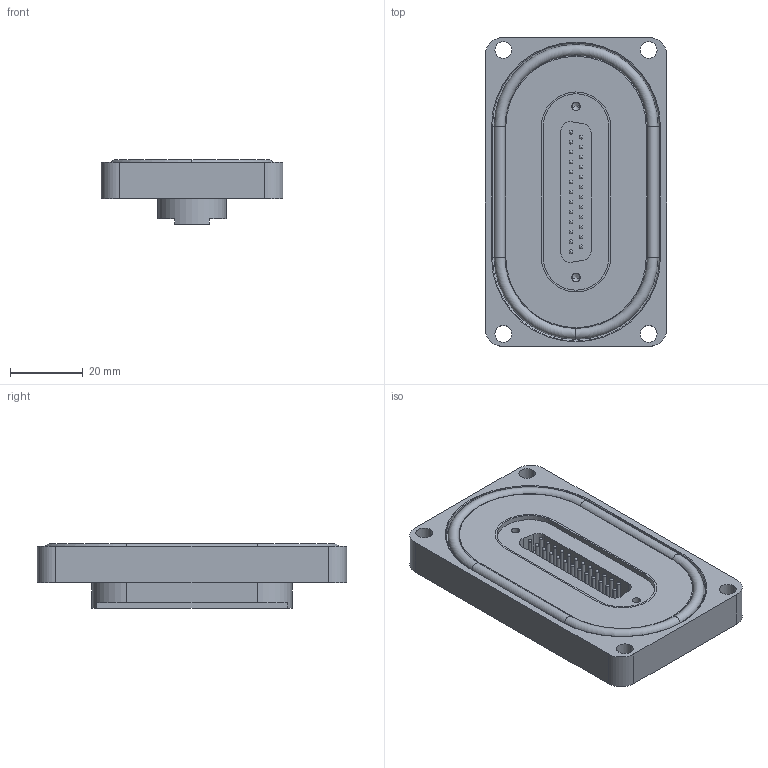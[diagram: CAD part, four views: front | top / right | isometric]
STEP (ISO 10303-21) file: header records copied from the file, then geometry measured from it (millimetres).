
FILE_DESCRIPTION (( 'STEP AP214' ), '1' );
FILE_NAME ('215-BP-D25-HC.STEP', '2019-04-04T09:33:25', ( 'allectra' ), ( 'Microsoft' ), 'SwSTEP 2.0', 'SolidWorks 2014', '' );
FILE_SCHEMA (( 'AUTOMOTIVE_DESIGN' ));
Length unit declared in the file: millimetre
Products named in the file (1): 215-BP-D25-HC
Bounding box: 50 x 85 x 17.73 mm (x, y, z)
Volume: 42409.2 mm3; surface area: 20733.6 mm2
Topology: 28 solids, 28 shells, 482 faces, 1322 edges, 866 vertices
Faces by surface type: cylinder 194, plane 179, sphere 50, bspline 37, torus 14, cone 8
Entity records: 21461 total; most frequent: CARTESIAN_POINT 4314, DIRECTION 2390, ORIENTED_EDGE 2328, EDGE_CURVE 1164, AXIS2_PLACEMENT_3D 854, VERTEX_POINT 766, VECTOR 682, LINE 682
